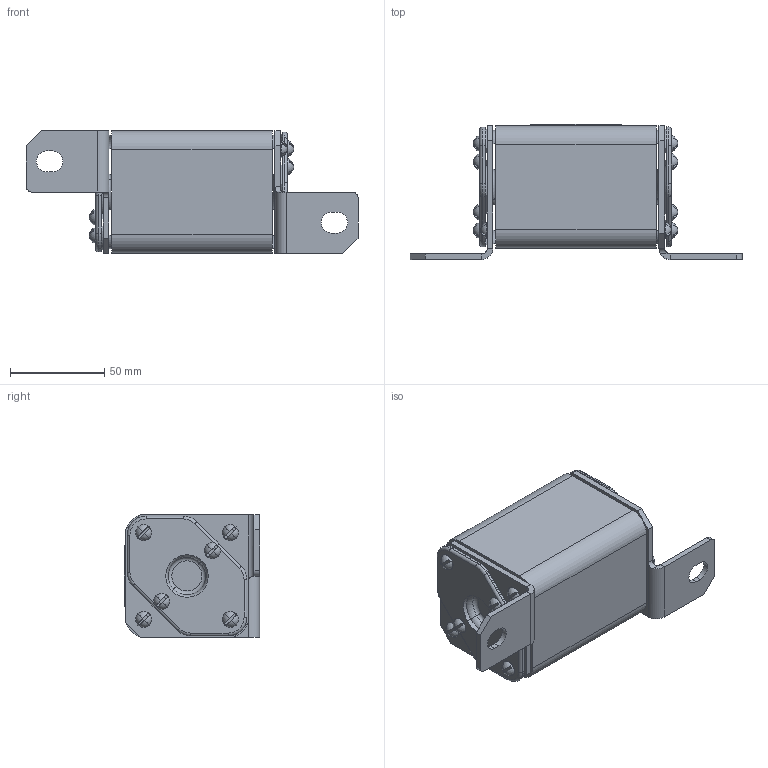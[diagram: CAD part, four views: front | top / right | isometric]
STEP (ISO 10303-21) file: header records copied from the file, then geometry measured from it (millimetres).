
FILE_DESCRIPTION (( 'STEP AP203' ), '1' );
FILE_NAME ('砎槼隰譇膻蠈錪 珫57-3797.STEP', '2014-06-26T10:58:47', ( 'admin' ), ( 'Microsoft' ), 'SwSTEP 2.0', 'SolidWorks 2007', '' );
FILE_SCHEMA (( 'CONFIG_CONTROL_DESIGN' ));
Length unit declared in the file: millimetre
Products named in the file (1): 砎槼隰譇膻蠈錪 珫57-3797
Bounding box: 176 x 71.7 x 65 mm (x, y, z)
Surface area: 65931.1 mm2 (no closed solid volume)
Topology: 0 solids, 36 shells, 239 faces, 732 edges, 530 vertices
Faces by surface type: plane 109, cylinder 83, sphere 24, torus 20, cone 3
Entity records: 8553 total; most frequent: DIRECTION 1612, CARTESIAN_POINT 1586, ORIENTED_EDGE 1193, EDGE_CURVE 732, AXIS2_PLACEMENT_3D 644, VERTEX_POINT 530, CIRCLE 404, VECTOR 324
